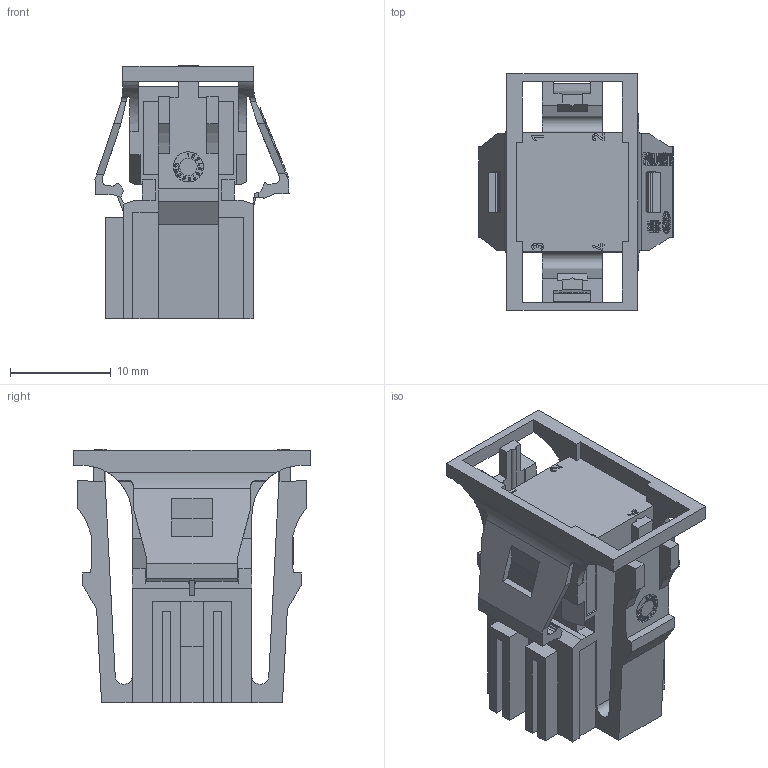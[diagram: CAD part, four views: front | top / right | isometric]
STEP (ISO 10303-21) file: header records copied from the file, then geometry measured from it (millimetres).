
FILE_DESCRIPTION(/* description */ (''),/* implementation_level */ '2;1');
FILE_NAME(/* name */ '15514690_ENV02_01.stp',/* time_stamp */ '2023-07-14T18:40:59+08:00',/* author */ (''),/* organization */ (''),/* preprocessor_version */ 'ST-DEVELOPER v16',/* originating_system */ 'SIEMENS PLM Software NX 11.0',/* authorisation */ '');
FILE_SCHEMA (('AUTOMOTIVE_DESIGN { 1 0 10303 214 3 1 1 1 }'));
Length unit declared in the file: millimetre
Products named in the file (1): 15514690_ENV02_01
Bounding box: 19.29 x 23.5 x 25.2 mm (x, y, z)
Volume: 4080.3 mm3; surface area: 3528.6 mm2
Topology: 1 solids, 1 shells, 781 faces, 2157 edges, 1432 vertices
Faces by surface type: plane 623, cylinder 143, extrusion 15
Full cylindrical faces by diameter (mm): 1.75 x1, 2 x1, 2.25 x1, 3 x1
Entity records: 27594 total; most frequent: CARTESIAN_POINT 5214, ORIENTED_EDGE 4300, DIRECTION 3863, EDGE_CURVE 2150, VECTOR 1765, LINE 1750, VERTEX_POINT 1429, AXIS2_PLACEMENT_3D 1049
